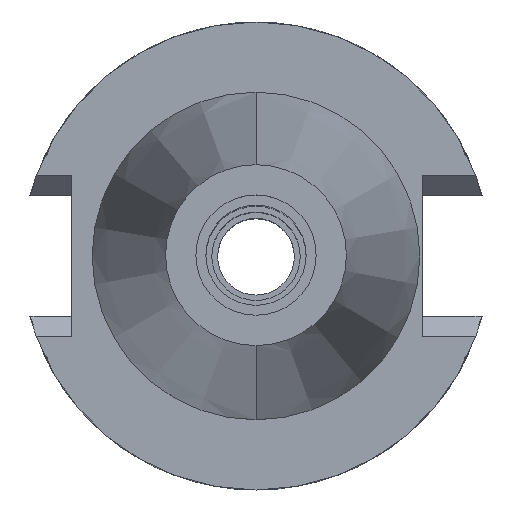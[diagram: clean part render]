
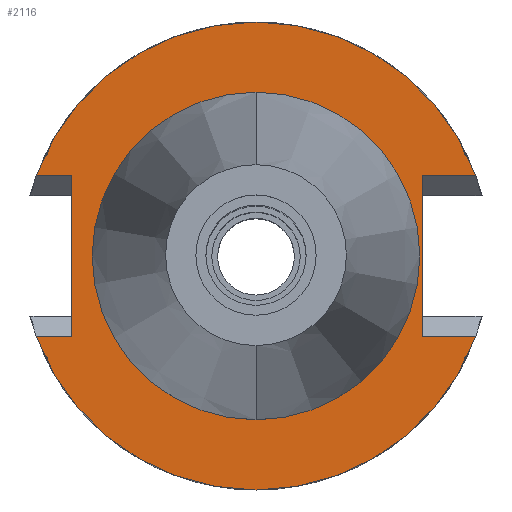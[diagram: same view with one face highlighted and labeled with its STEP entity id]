
A CAD part, top view. The second image highlights one B-rep face of the part: STEP entity #2116.
In plain terms, the highlighted planar face has unit normal (0, 0, 1).
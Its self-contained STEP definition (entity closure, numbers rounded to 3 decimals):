
#1 = LINE ( 'NONE', #2316, #1457 ) ;
#28 = ORIENTED_EDGE ( 'NONE', *, *, #3120, .F. ) ;
#63 = CARTESIAN_POINT ( 'NONE',  ( -24.98, -10.89, -1. ) ) ;
#129 = ORIENTED_EDGE ( 'NONE', *, *, #614, .F. ) ;
#156 = FACE_OUTER_BOUND ( 'NONE', #3141, .T. ) ;
#178 = EDGE_CURVE ( 'NONE', #283, #858, #2962, .T. ) ;
#259 = AXIS2_PLACEMENT_3D ( 'NONE', #343, #2657, #2400 ) ;
#263 = ORIENTED_EDGE ( 'NONE', *, *, #1203, .T. ) ;
#280 = CARTESIAN_POINT ( 'NONE',  ( 22.57, 10.89, -1. ) ) ;
#283 = VERTEX_POINT ( 'NONE', #426 ) ;
#316 = CARTESIAN_POINT ( 'NONE',  ( 0., 0., -1. ) ) ;
#326 = EDGE_CURVE ( 'NONE', #444, #2007, #2644, .T. ) ;
#343 = CARTESIAN_POINT ( 'NONE',  ( 0., 0., -1. ) ) ;
#392 = ORIENTED_EDGE ( 'NONE', *, *, #834, .F. ) ;
#399 = LINE ( 'NONE', #1418, #2652 ) ;
#426 = CARTESIAN_POINT ( 'NONE',  ( 29.824, -10.89, -1. ) ) ;
#438 = ORIENTED_EDGE ( 'NONE', *, *, #178, .F. ) ;
#444 = VERTEX_POINT ( 'NONE', #2754 ) ;
#521 = CARTESIAN_POINT ( 'NONE',  ( 22.57, 10.89, -1. ) ) ;
#525 = ORIENTED_EDGE ( 'NONE', *, *, #1846, .F. ) ;
#614 = EDGE_CURVE ( 'NONE', #1914, #283, #1, .T. ) ;
#697 = DIRECTION ( 'NONE',  ( 0., 0., -1. ) ) ;
#834 = EDGE_CURVE ( 'NONE', #2352, #2558, #1244, .T. ) ;
#847 = DIRECTION ( 'NONE',  ( 0., 0., -1. ) ) ;
#858 = VERTEX_POINT ( 'NONE', #2536 ) ;
#877 = DIRECTION ( 'NONE',  ( 0., 1., 0. ) ) ;
#891 = CARTESIAN_POINT ( 'NONE',  ( 0., 0., -1. ) ) ;
#912 = EDGE_LOOP ( 'NONE', ( #2219, #28 ) ) ;
#916 = PLANE ( 'NONE',  #259 ) ;
#927 = DIRECTION ( 'NONE',  ( -1., 0., 0. ) ) ;
#1090 = LINE ( 'NONE', #2048, #3219 ) ;
#1160 = DIRECTION ( 'NONE',  ( 0., 0., 1. ) ) ;
#1203 = EDGE_CURVE ( 'NONE', #2692, #858, #399, .T. ) ;
#1235 = CARTESIAN_POINT ( 'NONE',  ( -24.98, 10.89, -1. ) ) ;
#1244 = CIRCLE ( 'NONE', #2149, 31.75 ) ;
#1375 = DIRECTION ( 'NONE',  ( 0., -1., 0. ) ) ;
#1380 = AXIS2_PLACEMENT_3D ( 'NONE', #2359, #1597, #1889 ) ;
#1418 = CARTESIAN_POINT ( 'NONE',  ( -24.98, -10.89, -1. ) ) ;
#1436 = VERTEX_POINT ( 'NONE', #280 ) ;
#1457 = VECTOR ( 'NONE', #2368, 1000. ) ;
#1571 = CARTESIAN_POINT ( 'NONE',  ( 22.57, -10.89, -1. ) ) ;
#1587 = EDGE_CURVE ( 'NONE', #1436, #2558, #2095, .T. ) ;
#1597 = DIRECTION ( 'NONE',  ( 0., 0., 1. ) ) ;
#1790 = CIRCLE ( 'NONE', #1380, 22.225 ) ;
#1845 = VECTOR ( 'NONE', #2900, 1000. ) ;
#1846 = EDGE_CURVE ( 'NONE', #2812, #2352, #1090, .T. ) ;
#1883 = EDGE_CURVE ( 'NONE', #1436, #1914, #2625, .T. ) ;
#1889 = DIRECTION ( 'NONE',  ( 0., -1., 0. ) ) ;
#1914 = VERTEX_POINT ( 'NONE', #1571 ) ;
#1969 = DIRECTION ( 'NONE',  ( 0., 1., 0. ) ) ;
#2007 = VERTEX_POINT ( 'NONE', #2639 ) ;
#2048 = CARTESIAN_POINT ( 'NONE',  ( -24.98, 10.89, -1. ) ) ;
#2084 = DIRECTION ( 'NONE',  ( 0., -1., 0. ) ) ;
#2095 = LINE ( 'NONE', #2131, #1845 ) ;
#2116 = ADVANCED_FACE ( 'NONE', ( #156, #2189 ), #916, .F. ) ;
#2131 = CARTESIAN_POINT ( 'NONE',  ( 22.57, 10.89, -1. ) ) ;
#2138 = LINE ( 'NONE', #2700, #2885 ) ;
#2144 = ORIENTED_EDGE ( 'NONE', *, *, #1883, .F. ) ;
#2149 = AXIS2_PLACEMENT_3D ( 'NONE', #2787, #697, #1969 ) ;
#2189 = FACE_BOUND ( 'NONE', #912, .T. ) ;
#2219 = ORIENTED_EDGE ( 'NONE', *, *, #326, .F. ) ;
#2316 = CARTESIAN_POINT ( 'NONE',  ( 22.57, -10.89, -1. ) ) ;
#2335 = ORIENTED_EDGE ( 'NONE', *, *, #1587, .T. ) ;
#2352 = VERTEX_POINT ( 'NONE', #2749 ) ;
#2359 = CARTESIAN_POINT ( 'NONE',  ( 0., 0., -1. ) ) ;
#2368 = DIRECTION ( 'NONE',  ( 1., 0., 0. ) ) ;
#2400 = DIRECTION ( 'NONE',  ( 0., -1., 0. ) ) ;
#2536 = CARTESIAN_POINT ( 'NONE',  ( -29.824, -10.89, -1. ) ) ;
#2558 = VERTEX_POINT ( 'NONE', #2636 ) ;
#2609 = DIRECTION ( 'NONE',  ( 0., -1., 0. ) ) ;
#2625 = LINE ( 'NONE', #521, #2722 ) ;
#2636 = CARTESIAN_POINT ( 'NONE',  ( 29.824, 10.89, -1. ) ) ;
#2639 = CARTESIAN_POINT ( 'NONE',  ( 0., -22.225, -1. ) ) ;
#2642 = EDGE_CURVE ( 'NONE', #2812, #2692, #2138, .T. ) ;
#2644 = CIRCLE ( 'NONE', #2910, 22.225 ) ;
#2652 = VECTOR ( 'NONE', #927, 1000. ) ;
#2657 = DIRECTION ( 'NONE',  ( 0., 0., -1. ) ) ;
#2692 = VERTEX_POINT ( 'NONE', #63 ) ;
#2700 = CARTESIAN_POINT ( 'NONE',  ( -24.98, 10.89, -1. ) ) ;
#2722 = VECTOR ( 'NONE', #2084, 1000. ) ;
#2749 = CARTESIAN_POINT ( 'NONE',  ( -29.824, 10.89, -1. ) ) ;
#2754 = CARTESIAN_POINT ( 'NONE',  ( 0., 22.225, -1. ) ) ;
#2787 = CARTESIAN_POINT ( 'NONE',  ( 0., 0., -1. ) ) ;
#2812 = VERTEX_POINT ( 'NONE', #1235 ) ;
#2885 = VECTOR ( 'NONE', #1375, 1000. ) ;
#2900 = DIRECTION ( 'NONE',  ( 1., 0., 0. ) ) ;
#2910 = AXIS2_PLACEMENT_3D ( 'NONE', #891, #1160, #877 ) ;
#2962 = CIRCLE ( 'NONE', #3067, 31.75 ) ;
#3067 = AXIS2_PLACEMENT_3D ( 'NONE', #316, #847, #2609 ) ;
#3118 = DIRECTION ( 'NONE',  ( -1., 0., 0. ) ) ;
#3120 = EDGE_CURVE ( 'NONE', #2007, #444, #1790, .T. ) ;
#3141 = EDGE_LOOP ( 'NONE', ( #2335, #392, #525, #3272, #263, #438, #129, #2144 ) ) ;
#3219 = VECTOR ( 'NONE', #3118, 1000. ) ;
#3272 = ORIENTED_EDGE ( 'NONE', *, *, #2642, .T. ) ;
